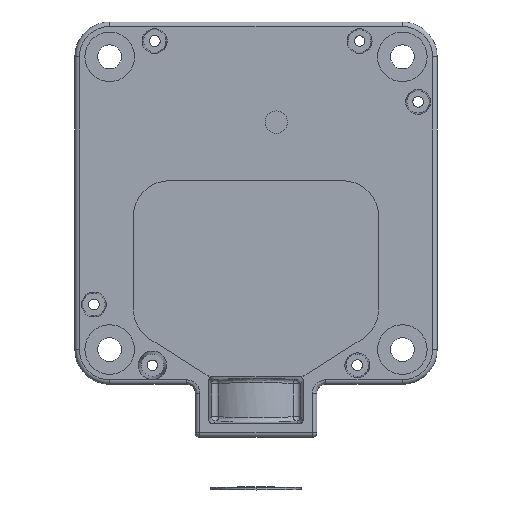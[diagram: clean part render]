
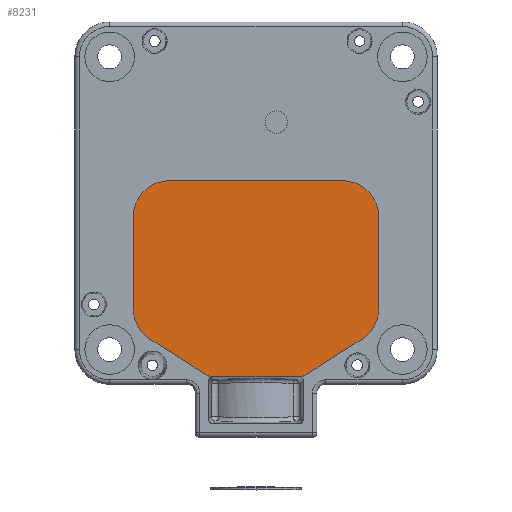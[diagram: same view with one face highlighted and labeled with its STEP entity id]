
A CAD part, front view. The second image highlights one B-rep face of the part: STEP entity #8231.
In plain terms, the highlighted planar face has unit normal (0, -1, 0).
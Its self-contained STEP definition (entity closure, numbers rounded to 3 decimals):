
#2783=CARTESIAN_POINT('',(9.626,-0.2,-38.5));
#2785=CARTESIAN_POINT('',(9.626,-0.2,-35.5));
#2786=DIRECTION('',(0.,1.,0.));
#2787=DIRECTION('',(0.537,0.,-0.843));
#2788=AXIS2_PLACEMENT_3D('',#2785,#2786,#2787);
#2790=DIRECTION('',(-1.,0.,0.));
#2791=VECTOR('',#2790,19.251);
#2792=CARTESIAN_POINT('',(9.626,-0.2,-38.5));
#2793=LINE('',#2792,#2791);
#2794=CARTESIAN_POINT('',(-9.626,-0.2,-35.5));
#2795=DIRECTION('',(0.,1.,0.));
#2796=DIRECTION('',(0.,0.,-1.));
#2797=AXIS2_PLACEMENT_3D('',#2794,#2795,#2796);
#2799=DIRECTION('',(-0.843,0.,0.537));
#2800=VECTOR('',#2799,14.597);
#2801=CARTESIAN_POINT('',(-11.237,-0.2,-38.03));
#2802=LINE('',#2801,#2800);
#2803=CARTESIAN_POINT('',(-19.25,-0.2,-23.44));
#2804=DIRECTION('',(0.,1.,0.));
#2805=DIRECTION('',(-0.537,0.,-0.843));
#2806=AXIS2_PLACEMENT_3D('',#2803,#2804,#2805);
#2808=DIRECTION('',(0.,0.,1.));
#2809=VECTOR('',#2808,20.44);
#2810=CARTESIAN_POINT('',(-27.25,-0.2,-23.44));
#2811=LINE('',#2810,#2809);
#2812=CARTESIAN_POINT('',(-19.25,-0.2,-3.));
#2813=DIRECTION('',(0.,1.,0.));
#2814=DIRECTION('',(-1.,0.,0.));
#2815=AXIS2_PLACEMENT_3D('',#2812,#2813,#2814);
#2817=DIRECTION('',(1.,0.,0.));
#2818=VECTOR('',#2817,38.5);
#2819=CARTESIAN_POINT('',(-19.25,-0.2,5.));
#2820=LINE('',#2819,#2818);
#2821=CARTESIAN_POINT('',(19.25,-0.2,-3.));
#2822=DIRECTION('',(0.,1.,0.));
#2823=DIRECTION('',(0.,0.,1.));
#2824=AXIS2_PLACEMENT_3D('',#2821,#2822,#2823);
#2826=DIRECTION('',(0.,0.,-1.));
#2827=VECTOR('',#2826,20.44);
#2828=CARTESIAN_POINT('',(27.25,-0.2,-3.));
#2829=LINE('',#2828,#2827);
#2830=CARTESIAN_POINT('',(19.25,-0.2,-23.44));
#2831=DIRECTION('',(0.,1.,0.));
#2832=DIRECTION('',(1.,0.,0.));
#2833=AXIS2_PLACEMENT_3D('',#2830,#2831,#2832);
#2835=DIRECTION('',(-0.843,0.,-0.537));
#2836=VECTOR('',#2835,14.597);
#2837=CARTESIAN_POINT('',(23.548,-0.2,-30.187));
#2838=LINE('',#2837,#2836);
#3627=CARTESIAN_POINT('',(11.237,-0.2,-38.03));
#3628=VERTEX_POINT('',#3627);
#3629=VERTEX_POINT('',#2783);
#3630=CARTESIAN_POINT('',(23.548,-0.2,-30.187));
#3631=VERTEX_POINT('',#3630);
#3632=CARTESIAN_POINT('',(-9.626,-0.2,-38.5));
#3633=VERTEX_POINT('',#3632);
#3634=CARTESIAN_POINT('',(-11.237,-0.2,-38.03));
#3635=VERTEX_POINT('',#3634);
#3636=CARTESIAN_POINT('',(-23.548,-0.2,-30.187));
#3637=VERTEX_POINT('',#3636);
#3638=CARTESIAN_POINT('',(-27.25,-0.2,-23.44));
#3639=VERTEX_POINT('',#3638);
#3640=CARTESIAN_POINT('',(-27.25,-0.2,-3.));
#3641=VERTEX_POINT('',#3640);
#3642=CARTESIAN_POINT('',(-19.25,-0.2,5.));
#3643=VERTEX_POINT('',#3642);
#3644=CARTESIAN_POINT('',(19.25,-0.2,5.));
#3645=VERTEX_POINT('',#3644);
#3646=CARTESIAN_POINT('',(27.25,-0.2,-3.));
#3647=VERTEX_POINT('',#3646);
#3648=CARTESIAN_POINT('',(27.25,-0.2,-23.44));
#3649=VERTEX_POINT('',#3648);
#8202=CARTESIAN_POINT('',(0.,-0.2,0.));
#8203=DIRECTION('',(0.,-1.,0.));
#8204=DIRECTION('',(0.,0.,-1.));
#8205=AXIS2_PLACEMENT_3D('',#8202,#8203,#8204);
#8206=PLANE('',#8205);
#8207=ORIENTED_EDGE('',*,*,#8169,.T.);
#8209=ORIENTED_EDGE('',*,*,#8208,.T.);
#8211=ORIENTED_EDGE('',*,*,#8210,.T.);
#8213=ORIENTED_EDGE('',*,*,#8212,.T.);
#8215=ORIENTED_EDGE('',*,*,#8214,.T.);
#8217=ORIENTED_EDGE('',*,*,#8216,.T.);
#8219=ORIENTED_EDGE('',*,*,#8218,.T.);
#8221=ORIENTED_EDGE('',*,*,#8220,.T.);
#8223=ORIENTED_EDGE('',*,*,#8222,.T.);
#8225=ORIENTED_EDGE('',*,*,#8224,.T.);
#8227=ORIENTED_EDGE('',*,*,#8226,.T.);
#8228=ORIENTED_EDGE('',*,*,#8187,.T.);
#8229=EDGE_LOOP('',(#8207,#8209,#8211,#8213,#8215,#8217,#8219,#8221,#8223,#8225,
#8227,#8228));
#8230=FACE_OUTER_BOUND('',#8229,.F.);
#8231=ADVANCED_FACE('',(#8230),#8206,.T.);
#2789=CIRCLE('',#2788,3.);
#2798=CIRCLE('',#2797,3.);
#2807=CIRCLE('',#2806,8.);
#2816=CIRCLE('',#2815,8.);
#2825=CIRCLE('',#2824,8.);
#2834=CIRCLE('',#2833,8.);
#8169=EDGE_CURVE('',#3628,#3629,#2789,.T.);
#8187=EDGE_CURVE('',#3631,#3628,#2838,.T.);
#8208=EDGE_CURVE('',#3629,#3633,#2793,.T.);
#8210=EDGE_CURVE('',#3633,#3635,#2798,.T.);
#8212=EDGE_CURVE('',#3635,#3637,#2802,.T.);
#8214=EDGE_CURVE('',#3637,#3639,#2807,.T.);
#8216=EDGE_CURVE('',#3639,#3641,#2811,.T.);
#8218=EDGE_CURVE('',#3641,#3643,#2816,.T.);
#8220=EDGE_CURVE('',#3643,#3645,#2820,.T.);
#8222=EDGE_CURVE('',#3645,#3647,#2825,.T.);
#8224=EDGE_CURVE('',#3647,#3649,#2829,.T.);
#8226=EDGE_CURVE('',#3649,#3631,#2834,.T.);
